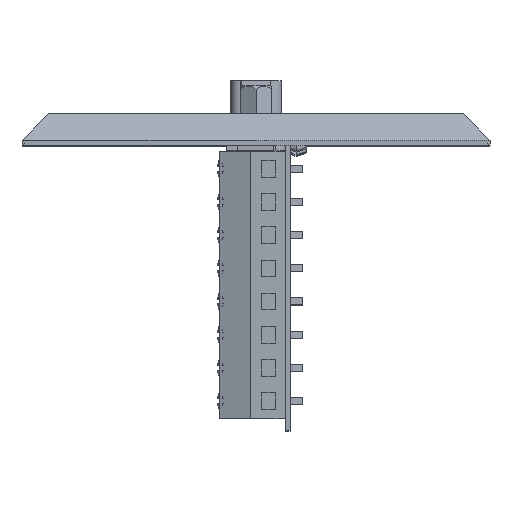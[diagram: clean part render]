
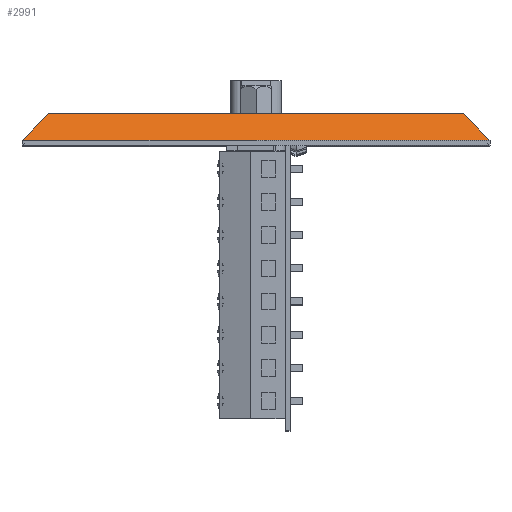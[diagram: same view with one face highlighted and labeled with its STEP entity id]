
A CAD part, top view. The second image highlights one B-rep face of the part: STEP entity #2991.
In plain terms, the highlighted face is planar.
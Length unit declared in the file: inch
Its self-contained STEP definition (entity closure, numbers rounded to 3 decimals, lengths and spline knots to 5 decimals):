
#2754 = VERTEX_POINT ( 'NONE', #12737 ) ;
#2772 = EDGE_CURVE ( 'NONE', #2802, #2754, #12783, .T. ) ;
#2802 = VERTEX_POINT ( 'NONE', #12814 ) ;
#2980 = ORIENTED_EDGE ( 'NONE', *, *, #2999, .F. ) ;
#2982 = VERTEX_POINT ( 'NONE', #13249 ) ;
#2983 = VERTEX_POINT ( 'NONE', #13248 ) ;
#2984 = EDGE_CURVE ( 'NONE', #2982, #2983, #13247, .T. ) ;
#2991 = ADVANCED_FACE ( 'NONE', ( #13238 ), #13234, .F. ) ;
#2995 = EDGE_LOOP ( 'NONE', ( #2980, #3004, #7995, #8300 ) ) ;
#2999 = EDGE_CURVE ( 'NONE', #2754, #2983, #13282, .T. ) ;
#3004 = ORIENTED_EDGE ( 'NONE', *, *, #2772, .F. ) ;
#7995 = ORIENTED_EDGE ( 'NONE', *, *, #8305, .F. ) ;
#8300 = ORIENTED_EDGE ( 'NONE', *, *, #2984, .T. ) ;
#8305 = EDGE_CURVE ( 'NONE', #2982, #2802, #25398, .T. ) ;
#12737 = CARTESIAN_POINT ( 'NONE',  ( 2.125, 0.03, -1.25 ) ) ;
#12780 = DIRECTION ( 'NONE',  ( 0., 0., -1. ) ) ;
#12781 = VECTOR ( 'NONE', #12780, 39.37008 ) ;
#12782 = CARTESIAN_POINT ( 'NONE',  ( 2.125, 0.03, -1.25 ) ) ;
#12783 = LINE ( 'NONE', #12782, #12781 ) ;
#12814 = CARTESIAN_POINT ( 'NONE',  ( 2.125, 0.03, 1.25 ) ) ;
#13226 = DIRECTION ( 'NONE',  ( 0.707, -0.707, 0. ) ) ;
#13227 = DIRECTION ( 'NONE',  ( -0.707, -0.707, 0. ) ) ;
#13228 = CARTESIAN_POINT ( 'NONE',  ( 0.45488, 1.70012, -0.42012 ) ) ;
#13234 = PLANE ( 'NONE',  #13237 ) ;
#13237 = AXIS2_PLACEMENT_3D ( 'NONE', #13228, #13227, #13226 ) ;
#13238 = FACE_OUTER_BOUND ( 'NONE', #2995, .T. ) ;
#13244 = DIRECTION ( 'NONE',  ( 0., 0., -1. ) ) ;
#13245 = VECTOR ( 'NONE', #13244, 39.37008 ) ;
#13246 = CARTESIAN_POINT ( 'NONE',  ( 2.285, -0.13, 1.41 ) ) ;
#13247 = LINE ( 'NONE', #13246, #13245 ) ;
#13248 = CARTESIAN_POINT ( 'NONE',  ( 2.285, -0.13, -1.41 ) ) ;
#13249 = CARTESIAN_POINT ( 'NONE',  ( 2.285, -0.13, 1.41 ) ) ;
#13277 = CARTESIAN_POINT ( 'NONE',  ( 2.285, -0.13, -1.41 ) ) ;
#13278 = CARTESIAN_POINT ( 'NONE',  ( 2.23167, -0.07667, -1.35667 ) ) ;
#13279 = CARTESIAN_POINT ( 'NONE',  ( 2.17833, -0.02333, -1.30333 ) ) ;
#13280 = CARTESIAN_POINT ( 'NONE',  ( 2.125, 0.03, -1.25 ) ) ;
#13282 = B_SPLINE_CURVE_WITH_KNOTS ( 'NONE', 3,
 ( #13280, #13279, #13278, #13277 ),
 .UNSPECIFIED., .F., .F.,
 ( 4, 4 ),
 ( 0., 1. ),
 .UNSPECIFIED. ) ;
#25395 = DIRECTION ( 'NONE',  ( -0.577, 0.577, -0.577 ) ) ;
#25396 = VECTOR ( 'NONE', #25395, 39.37008 ) ;
#25397 = CARTESIAN_POINT ( 'NONE',  ( 0.45488, 1.70012, -0.42012 ) ) ;
#25398 = LINE ( 'NONE', #25397, #25396 ) ;
